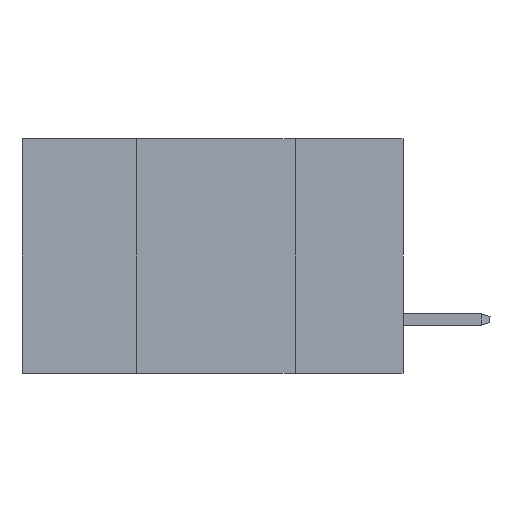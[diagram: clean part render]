
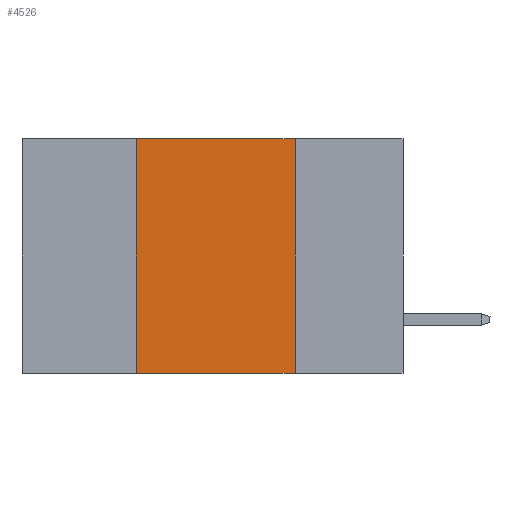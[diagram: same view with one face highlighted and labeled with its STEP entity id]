
A CAD part, left-side view. The second image highlights one B-rep face of the part: STEP entity #4526.
In plain terms, the highlighted planar face has unit normal (-1, 0, 0).
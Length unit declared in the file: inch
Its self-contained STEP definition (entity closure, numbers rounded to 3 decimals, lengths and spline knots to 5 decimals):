
#1054 = VECTOR ( 'NONE', #11712, 39.37008 ) ;
#1378 = VECTOR ( 'NONE', #13735, 39.37008 ) ;
#1650 = CARTESIAN_POINT ( 'NONE',  ( 0., 0.42, 0. ) ) ;
#2045 = CARTESIAN_POINT ( 'NONE',  ( 0., 0.17, 0. ) ) ;
#2348 = VERTEX_POINT ( 'NONE', #1650 ) ;
#3263 = CARTESIAN_POINT ( 'NONE',  ( 0., 0.17, -0.37 ) ) ;
#3323 = PLANE ( 'NONE',  #6343 ) ;
#4475 = ORIENTED_EDGE ( 'NONE', *, *, #7462, .F. ) ;
#4526 = ADVANCED_FACE ( 'NONE', ( #11027 ), #3323, .F. ) ;
#5957 = DIRECTION ( 'NONE',  ( 0., -1., 0. ) ) ;
#6114 = LINE ( 'NONE', #11641, #1054 ) ;
#6343 = AXIS2_PLACEMENT_3D ( 'NONE', #8981, #13454, #7813 ) ;
#6515 = ORIENTED_EDGE ( 'NONE', *, *, #8220, .F. ) ;
#6753 = EDGE_CURVE ( 'NONE', #2348, #9285, #6947, .T. ) ;
#6903 = EDGE_LOOP ( 'NONE', ( #6515, #11797, #4475, #9610 ) ) ;
#6947 = LINE ( 'NONE', #9367, #11147 ) ;
#7126 = DIRECTION ( 'NONE',  ( 0., 0., -1. ) ) ;
#7462 = EDGE_CURVE ( 'NONE', #10582, #2348, #6114, .T. ) ;
#7813 = DIRECTION ( 'NONE',  ( 0., 0., -1. ) ) ;
#8220 = EDGE_CURVE ( 'NONE', #9285, #13331, #9110, .T. ) ;
#8969 = LINE ( 'NONE', #13592, #1378 ) ;
#8981 = CARTESIAN_POINT ( 'NONE',  ( 0., 0.6, 0. ) ) ;
#9110 = LINE ( 'NONE', #13580, #13533 ) ;
#9285 = VERTEX_POINT ( 'NONE', #2045 ) ;
#9367 = CARTESIAN_POINT ( 'NONE',  ( 0., 0.6, 0. ) ) ;
#9610 = ORIENTED_EDGE ( 'NONE', *, *, #10704, .T. ) ;
#10582 = VERTEX_POINT ( 'NONE', #13211 ) ;
#10704 = EDGE_CURVE ( 'NONE', #10582, #13331, #8969, .T. ) ;
#11027 = FACE_OUTER_BOUND ( 'NONE', #6903, .T. ) ;
#11147 = VECTOR ( 'NONE', #5957, 39.37008 ) ;
#11641 = CARTESIAN_POINT ( 'NONE',  ( 0., 0.42, 0. ) ) ;
#11712 = DIRECTION ( 'NONE',  ( 0., 0., 1. ) ) ;
#11797 = ORIENTED_EDGE ( 'NONE', *, *, #6753, .F. ) ;
#13211 = CARTESIAN_POINT ( 'NONE',  ( 0., 0.42, -0.37 ) ) ;
#13331 = VERTEX_POINT ( 'NONE', #3263 ) ;
#13454 = DIRECTION ( 'NONE',  ( 1., 0., 0. ) ) ;
#13533 = VECTOR ( 'NONE', #7126, 39.37008 ) ;
#13580 = CARTESIAN_POINT ( 'NONE',  ( 0., 0.17, 0. ) ) ;
#13592 = CARTESIAN_POINT ( 'NONE',  ( 0., 0.6, -0.37 ) ) ;
#13735 = DIRECTION ( 'NONE',  ( 0., -1., 0. ) ) ;
